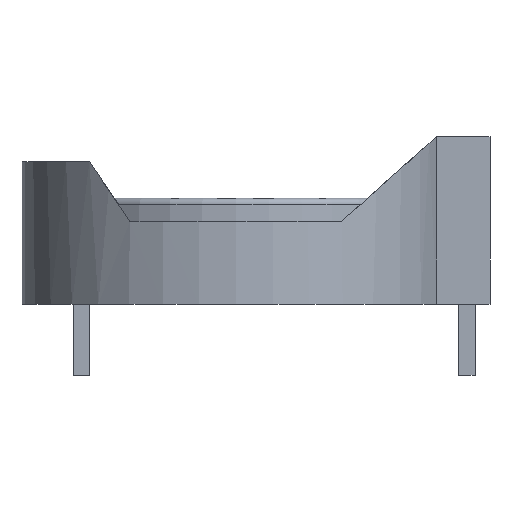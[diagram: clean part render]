
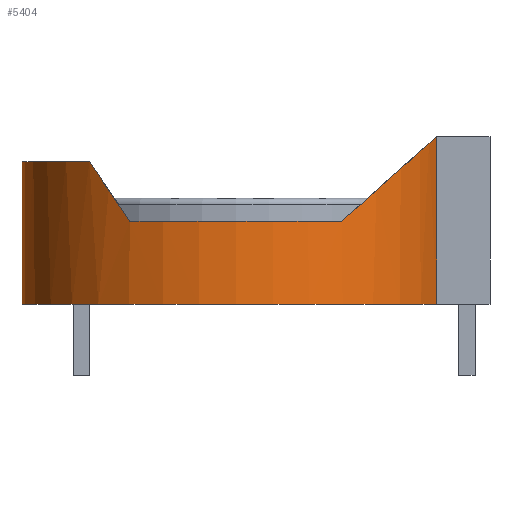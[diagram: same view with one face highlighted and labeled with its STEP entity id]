
A CAD part, front view. The second image highlights one B-rep face of the part: STEP entity #5404.
In plain terms, the highlighted cylindrical face has radius 11.1 mm (diameter 22.2 mm), a partial arc.
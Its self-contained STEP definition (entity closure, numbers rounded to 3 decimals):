
#76 = CYLINDRICAL_SURFACE ( 'NONE', #12747, 11.1 ) ;
#151 = VERTEX_POINT ( 'NONE', #11699 ) ;
#769 = LINE ( 'NONE', #857, #1776 ) ;
#857 = CARTESIAN_POINT ( 'NONE',  ( 10.429, -3.8, 8.9 ) ) ;
#1776 = VECTOR ( 'NONE', #4603, 1000. ) ;
#1896 = EDGE_CURVE ( 'NONE', #14722, #7931, #769, .T. ) ;
#2365 = CARTESIAN_POINT ( 'NONE',  ( -7.6, -8.09, 7.6 ) ) ;
#2626 = CARTESIAN_POINT ( 'NONE',  ( -11.1, 0., 0.2 ) ) ;
#2797 = DIRECTION ( 'NONE',  ( 0., 0., -1. ) ) ;
#3029 = DIRECTION ( 'NONE',  ( -1., 0., 0. ) ) ;
#3418 = CARTESIAN_POINT ( 'NONE',  ( -6.259, -9.208, 5.621 ) ) ;
#3592 = AXIS2_PLACEMENT_3D ( 'NONE', #14275, #9298, #4048 ) ;
#3674 = CARTESIAN_POINT ( 'NONE',  ( -6.963, -8.689, 6.659 ) ) ;
#3761 = CARTESIAN_POINT ( 'NONE',  ( 5.5, -9.642, 4.5 ) ) ;
#3803 = VECTOR ( 'NONE', #4479, 1000. ) ;
#3843 = EDGE_CURVE ( 'NONE', #7931, #9218, #8985, .T. ) ;
#4048 = DIRECTION ( 'NONE',  ( -1., 0., 0. ) ) ;
#4479 = DIRECTION ( 'NONE',  ( 0., 0., -1. ) ) ;
#4603 = DIRECTION ( 'NONE',  ( 0., 0., -1. ) ) ;
#4604 = CARTESIAN_POINT ( 'NONE',  ( -7.6, -8.09, 7.6 ) ) ;
#4655 = ORIENTED_EDGE ( 'NONE', *, *, #7837, .F. ) ;
#4670 = CARTESIAN_POINT ( 'NONE',  ( 5.5, -9.642, 4.5 ) ) ;
#5104 = DIRECTION ( 'NONE',  ( 0., 0., -1. ) ) ;
#5132 = ORIENTED_EDGE ( 'NONE', *, *, #3843, .F. ) ;
#5404 = ADVANCED_FACE ( 'NONE', ( #10755 ), #76, .T. ) ;
#5488 = VERTEX_POINT ( 'NONE', #4670 ) ;
#5871 = EDGE_CURVE ( 'NONE', #9868, #9218, #13612, .T. ) ;
#5952 = CIRCLE ( 'NONE', #12959, 11.1 ) ;
#6720 = CARTESIAN_POINT ( 'NONE',  ( 10.429, -3.8, 8.9 ) ) ;
#7045 = AXIS2_PLACEMENT_3D ( 'NONE', #8923, #5104, #7481 ) ;
#7119 = EDGE_LOOP ( 'NONE', ( #13577, #14358, #5132, #7956, #7684, #9929, #4655 ) ) ;
#7481 = DIRECTION ( 'NONE',  ( 1., 0., 0. ) ) ;
#7684 = ORIENTED_EDGE ( 'NONE', *, *, #8310, .F. ) ;
#7837 = EDGE_CURVE ( 'NONE', #11601, #151, #11928, .T. ) ;
#7931 = VERTEX_POINT ( 'NONE', #12883 ) ;
#7956 = ORIENTED_EDGE ( 'NONE', *, *, #1896, .F. ) ;
#8135 = CARTESIAN_POINT ( 'NONE',  ( -11.1, 0., 8.9 ) ) ;
#8310 = EDGE_CURVE ( 'NONE', #5488, #14722, #10936, .T. ) ;
#8391 = CARTESIAN_POINT ( 'NONE',  ( 10.429, -3.8, 8.9 ) ) ;
#8836 = EDGE_CURVE ( 'NONE', #9868, #11601, #12505, .T. ) ;
#8923 = CARTESIAN_POINT ( 'NONE',  ( 0., 0., 0.2 ) ) ;
#8942 = CARTESIAN_POINT ( 'NONE',  ( 7.807, -8.326, 6.559 ) ) ;
#8985 = CIRCLE ( 'NONE', #7045, 11.1 ) ;
#9218 = VERTEX_POINT ( 'NONE', #2626 ) ;
#9249 = CARTESIAN_POINT ( 'NONE',  ( 0., 0., 8.9 ) ) ;
#9298 = DIRECTION ( 'NONE',  ( 0., 0., 1. ) ) ;
#9609 = CARTESIAN_POINT ( 'NONE',  ( -11.1, 0., 7.6 ) ) ;
#9764 = CARTESIAN_POINT ( 'NONE',  ( -5.5, -9.642, 4.5 ) ) ;
#9868 = VERTEX_POINT ( 'NONE', #9609 ) ;
#9929 = ORIENTED_EDGE ( 'NONE', *, *, #12777, .F. ) ;
#10755 = FACE_OUTER_BOUND ( 'NONE', #7119, .T. ) ;
#10936 =( BOUNDED_CURVE ( )  B_SPLINE_CURVE ( 3, ( #3761, #8942, #14067, #6720 ),
 .UNSPECIFIED., .F., .F. ) 
 B_SPLINE_CURVE_WITH_KNOTS ( ( 4, 4 ),
 ( 2.089, 2.792 ),
 .UNSPECIFIED. ) 
 CURVE ( )  GEOMETRIC_REPRESENTATION_ITEM ( )  RATIONAL_B_SPLINE_CURVE ( ( 1., 0.959, 0.959, 1. ) ) 
 REPRESENTATION_ITEM ( '' )  );
#11601 = VERTEX_POINT ( 'NONE', #2365 ) ;
#11699 = CARTESIAN_POINT ( 'NONE',  ( -5.5, -9.642, 4.5 ) ) ;
#11860 = DIRECTION ( 'NONE',  ( -1., 0., 0. ) ) ;
#11924 = CARTESIAN_POINT ( 'NONE',  ( 0., 0., 4.5 ) ) ;
#11928 =( BOUNDED_CURVE ( )  B_SPLINE_CURVE ( 3, ( #4604, #3674, #3418, #9764 ),
 .UNSPECIFIED., .F., .F. ) 
 B_SPLINE_CURVE_WITH_KNOTS ( ( 4, 4 ),
 ( 3.958, 4.194 ),
 .UNSPECIFIED. ) 
 CURVE ( )  GEOMETRIC_REPRESENTATION_ITEM ( )  RATIONAL_B_SPLINE_CURVE ( ( 1., 0.995, 0.995, 1. ) ) 
 REPRESENTATION_ITEM ( '' )  );
#12505 = CIRCLE ( 'NONE', #3592, 11.1 ) ;
#12747 = AXIS2_PLACEMENT_3D ( 'NONE', #9249, #2797, #11860 ) ;
#12777 = EDGE_CURVE ( 'NONE', #151, #5488, #5952, .T. ) ;
#12883 = CARTESIAN_POINT ( 'NONE',  ( 10.429, -3.8, 0.2 ) ) ;
#12959 = AXIS2_PLACEMENT_3D ( 'NONE', #11924, #13438, #3029 ) ;
#13438 = DIRECTION ( 'NONE',  ( 0., 0., 1. ) ) ;
#13577 = ORIENTED_EDGE ( 'NONE', *, *, #8836, .F. ) ;
#13612 = LINE ( 'NONE', #8135, #3803 ) ;
#14067 = CARTESIAN_POINT ( 'NONE',  ( 9.52, -6.296, 8.088 ) ) ;
#14275 = CARTESIAN_POINT ( 'NONE',  ( 0., 0., 7.6 ) ) ;
#14358 = ORIENTED_EDGE ( 'NONE', *, *, #5871, .T. ) ;
#14722 = VERTEX_POINT ( 'NONE', #8391 ) ;
